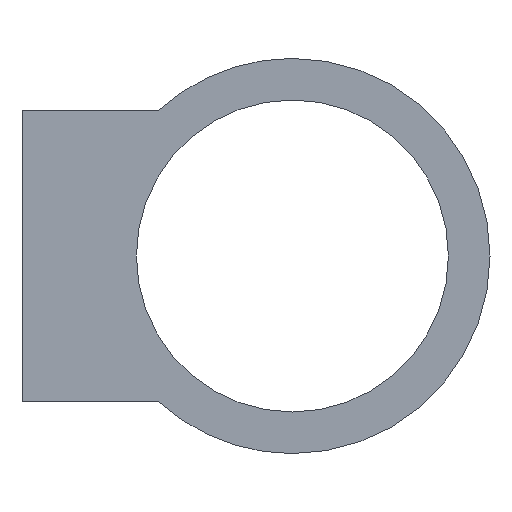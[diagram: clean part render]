
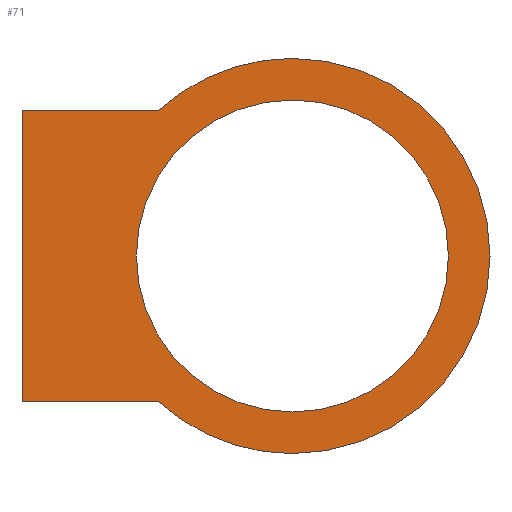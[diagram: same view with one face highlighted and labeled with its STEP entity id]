
A CAD part, front view. The second image highlights one B-rep face of the part: STEP entity #71.
In plain terms, the highlighted planar face has unit normal (0, -1, 0).
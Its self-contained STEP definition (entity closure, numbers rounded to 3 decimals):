
#19 = ORIENTED_EDGE ( 'NONE', *, *, #204, .F. ) ;
#20 = CARTESIAN_POINT ( 'NONE',  ( -12.845, 0., -14. ) ) ;
#22 = CARTESIAN_POINT ( 'NONE',  ( -12.845, 0., 14. ) ) ;
#23 = ORIENTED_EDGE ( 'NONE', *, *, #168, .T. ) ;
#32 = FACE_OUTER_BOUND ( 'NONE', #161, .T. ) ;
#33 = FACE_BOUND ( 'NONE', #102, .T. ) ;
#34 = PLANE ( 'NONE',  #242 ) ;
#35 = CARTESIAN_POINT ( 'NONE',  ( 0., 0., 0. ) ) ;
#37 = DIRECTION ( 'NONE',  ( 0., 1., 0. ) ) ;
#38 = DIRECTION ( 'NONE',  ( 0., 0., 1. ) ) ;
#53 = AXIS2_PLACEMENT_3D ( 'NONE', #321, #76, #209 ) ;
#56 = VERTEX_POINT ( 'NONE', #20 ) ;
#58 = VERTEX_POINT ( 'NONE', #22 ) ;
#63 = AXIS2_PLACEMENT_3D ( 'NONE', #100, #103, #105 ) ;
#71 = ADVANCED_FACE ( 'NONE', ( #32, #33 ), #34, .F. ) ;
#73 = CARTESIAN_POINT ( 'NONE',  ( 0., 0., 0. ) ) ;
#76 = DIRECTION ( 'NONE',  ( 0., 1., 0. ) ) ;
#77 = DIRECTION ( 'NONE',  ( 0., 1., 0. ) ) ;
#78 = DIRECTION ( 'NONE',  ( 0., 0., 1. ) ) ;
#89 = ORIENTED_EDGE ( 'NONE', *, *, #129, .F. ) ;
#95 = LINE ( 'NONE', #97, #107 ) ;
#96 = ORIENTED_EDGE ( 'NONE', *, *, #167, .F. ) ;
#97 = CARTESIAN_POINT ( 'NONE',  ( -26., 0., -14. ) ) ;
#98 = DIRECTION ( 'NONE',  ( 0., 0., 1. ) ) ;
#100 = CARTESIAN_POINT ( 'NONE',  ( 0., 0., 0. ) ) ;
#102 = EDGE_LOOP ( 'NONE', ( #23, #233 ) ) ;
#103 = DIRECTION ( 'NONE',  ( 0., 1., 0. ) ) ;
#105 = DIRECTION ( 'NONE',  ( 0., 0., 1. ) ) ;
#106 = CARTESIAN_POINT ( 'NONE',  ( 0., 0., -15. ) ) ;
#107 = VECTOR ( 'NONE', #98, 1000. ) ;
#112 = AXIS2_PLACEMENT_3D ( 'NONE', #212, #213, #215 ) ;
#116 = LINE ( 'NONE', #117, #324 ) ;
#117 = CARTESIAN_POINT ( 'NONE',  ( -26., 0., 14. ) ) ;
#119 = AXIS2_PLACEMENT_3D ( 'NONE', #73, #77, #78 ) ;
#120 = DIRECTION ( 'NONE',  ( 1., 0., 0. ) ) ;
#124 = CARTESIAN_POINT ( 'NONE',  ( 0., 0., 0. ) ) ;
#126 = DIRECTION ( 'NONE',  ( 0., 1., 0. ) ) ;
#129 = EDGE_CURVE ( 'NONE', #251, #56, #314, .T. ) ;
#130 = DIRECTION ( 'NONE',  ( 0., 0., 1. ) ) ;
#136 = ORIENTED_EDGE ( 'NONE', *, *, #338, .F. ) ;
#145 = CARTESIAN_POINT ( 'NONE',  ( 0., 0., -19. ) ) ;
#146 = CARTESIAN_POINT ( 'NONE',  ( 0., 0., 15. ) ) ;
#157 = AXIS2_PLACEMENT_3D ( 'NONE', #124, #126, #130 ) ;
#161 = EDGE_LOOP ( 'NONE', ( #96, #136, #89, #344, #301, #19 ) ) ;
#164 = CIRCLE ( 'NONE', #53, 19. ) ;
#167 = EDGE_CURVE ( 'NONE', #313, #274, #95, .T. ) ;
#168 = EDGE_CURVE ( 'NONE', #185, #255, #263, .T. ) ;
#185 = VERTEX_POINT ( 'NONE', #106 ) ;
#204 = EDGE_CURVE ( 'NONE', #274, #58, #116, .T. ) ;
#207 = CARTESIAN_POINT ( 'NONE',  ( -26., 0., -14. ) ) ;
#209 = DIRECTION ( 'NONE',  ( 0., 0., 1. ) ) ;
#212 = CARTESIAN_POINT ( 'NONE',  ( 0., 0., 0. ) ) ;
#213 = DIRECTION ( 'NONE',  ( 0., 1., 0. ) ) ;
#215 = DIRECTION ( 'NONE',  ( 0., 0., 1. ) ) ;
#230 = LINE ( 'NONE', #231, #310 ) ;
#231 = CARTESIAN_POINT ( 'NONE',  ( -26., 0., -14. ) ) ;
#233 = ORIENTED_EDGE ( 'NONE', *, *, #244, .T. ) ;
#234 = DIRECTION ( 'NONE',  ( -1., 0., 0. ) ) ;
#236 = CARTESIAN_POINT ( 'NONE',  ( 0., 0., 19. ) ) ;
#242 = AXIS2_PLACEMENT_3D ( 'NONE', #35, #37, #38 ) ;
#244 = EDGE_CURVE ( 'NONE', #255, #185, #336, .T. ) ;
#251 = VERTEX_POINT ( 'NONE', #145 ) ;
#255 = VERTEX_POINT ( 'NONE', #146 ) ;
#263 = CIRCLE ( 'NONE', #63, 15. ) ;
#274 = VERTEX_POINT ( 'NONE', #291 ) ;
#286 = CIRCLE ( 'NONE', #112, 19. ) ;
#291 = CARTESIAN_POINT ( 'NONE',  ( -26., 0., 14. ) ) ;
#301 = ORIENTED_EDGE ( 'NONE', *, *, #319, .F. ) ;
#310 = VECTOR ( 'NONE', #234, 1000. ) ;
#313 = VERTEX_POINT ( 'NONE', #207 ) ;
#314 = CIRCLE ( 'NONE', #119, 19. ) ;
#318 = EDGE_CURVE ( 'NONE', #340, #251, #164, .T. ) ;
#319 = EDGE_CURVE ( 'NONE', #58, #340, #286, .T. ) ;
#321 = CARTESIAN_POINT ( 'NONE',  ( 0., 0., 0. ) ) ;
#324 = VECTOR ( 'NONE', #120, 1000. ) ;
#336 = CIRCLE ( 'NONE', #157, 15. ) ;
#338 = EDGE_CURVE ( 'NONE', #56, #313, #230, .T. ) ;
#340 = VERTEX_POINT ( 'NONE', #236 ) ;
#344 = ORIENTED_EDGE ( 'NONE', *, *, #318, .F. ) ;
